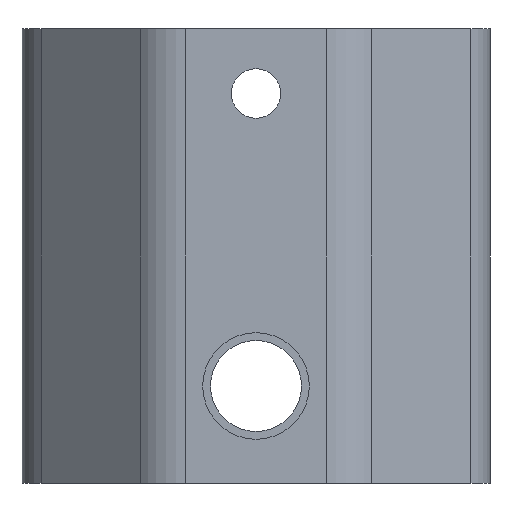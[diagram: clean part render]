
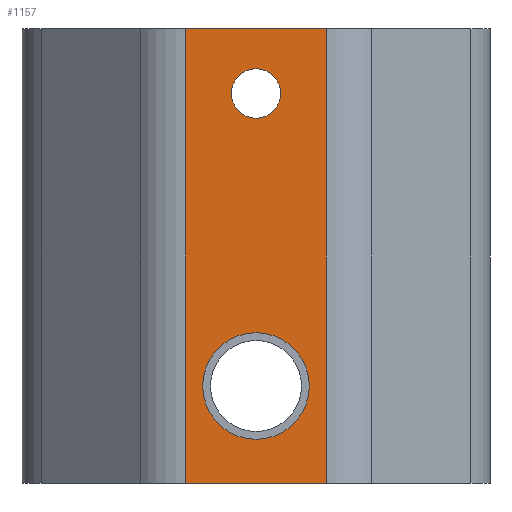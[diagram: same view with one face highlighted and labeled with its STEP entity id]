
A CAD part, left-side view. The second image highlights one B-rep face of the part: STEP entity #1157.
In plain terms, the highlighted planar face has unit normal (-1, 0, 0).
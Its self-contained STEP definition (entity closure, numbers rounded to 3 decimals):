
#16 = CARTESIAN_POINT ( 'NONE',  ( -18., 0., 0. ) ) ;
#27 = VERTEX_POINT ( 'NONE', #295 ) ;
#63 = LINE ( 'NONE', #1578, #1475 ) ;
#76 = EDGE_CURVE ( 'NONE', #421, #779, #955, .T. ) ;
#116 = LINE ( 'NONE', #824, #1612 ) ;
#147 = LINE ( 'NONE', #1426, #1277 ) ;
#154 = CARTESIAN_POINT ( 'NONE',  ( -18., 0., 24.4 ) ) ;
#209 = DIRECTION ( 'NONE',  ( 0., 0., 1. ) ) ;
#219 = ORIENTED_EDGE ( 'NONE', *, *, #76, .T. ) ;
#221 = FACE_BOUND ( 'NONE', #1058, .T. ) ;
#235 = CARTESIAN_POINT ( 'NONE',  ( -18., 0., 22.5 ) ) ;
#295 = CARTESIAN_POINT ( 'NONE',  ( -18., 0., 20.6 ) ) ;
#338 = DIRECTION ( 'NONE',  ( 0., 0., -1. ) ) ;
#339 = VERTEX_POINT ( 'NONE', #1751 ) ;
#343 = EDGE_CURVE ( 'NONE', #1400, #1613, #1347, .T. ) ;
#348 = AXIS2_PLACEMENT_3D ( 'NONE', #235, #771, #529 ) ;
#378 = FACE_BOUND ( 'NONE', #1513, .T. ) ;
#410 = DIRECTION ( 'NONE',  ( 1., 0., 0. ) ) ;
#421 = VERTEX_POINT ( 'NONE', #1149 ) ;
#427 = ORIENTED_EDGE ( 'NONE', *, *, #343, .T. ) ;
#442 = VERTEX_POINT ( 'NONE', #1717 ) ;
#499 = CIRCLE ( 'NONE', #731, 4.1 ) ;
#529 = DIRECTION ( 'NONE',  ( 0., 0., 1. ) ) ;
#546 = DIRECTION ( 'NONE',  ( 0., 0., -1. ) ) ;
#563 = ORIENTED_EDGE ( 'NONE', *, *, #922, .T. ) ;
#570 = CARTESIAN_POINT ( 'NONE',  ( -18., 0., 0. ) ) ;
#608 = DIRECTION ( 'NONE',  ( 0., -1., 0. ) ) ;
#619 = CARTESIAN_POINT ( 'NONE',  ( -18., 0., -4.1 ) ) ;
#634 = CARTESIAN_POINT ( 'NONE',  ( -18., 7.456, 7.5 ) ) ;
#647 = CARTESIAN_POINT ( 'NONE',  ( -18., -5.385, -7.5 ) ) ;
#708 = ORIENTED_EDGE ( 'NONE', *, *, #730, .T. ) ;
#730 = EDGE_CURVE ( 'NONE', #442, #1400, #63, .T. ) ;
#731 = AXIS2_PLACEMENT_3D ( 'NONE', #16, #410, #546 ) ;
#771 = DIRECTION ( 'NONE',  ( -1., 0., 0. ) ) ;
#779 = VERTEX_POINT ( 'NONE', #619 ) ;
#824 = CARTESIAN_POINT ( 'NONE',  ( -18., 5.385, 27.5 ) ) ;
#871 = ORIENTED_EDGE ( 'NONE', *, *, #1285, .F. ) ;
#914 = FACE_OUTER_BOUND ( 'NONE', #1463, .T. ) ;
#922 = EDGE_CURVE ( 'NONE', #1613, #339, #147, .T. ) ;
#936 = EDGE_CURVE ( 'NONE', #27, #1759, #954, .T. ) ;
#954 = CIRCLE ( 'NONE', #1094, 1.9 ) ;
#955 = CIRCLE ( 'NONE', #1305, 4.1 ) ;
#976 = CARTESIAN_POINT ( 'NONE',  ( -18., 0., 22.5 ) ) ;
#1025 = ORIENTED_EDGE ( 'NONE', *, *, #936, .F. ) ;
#1058 = EDGE_LOOP ( 'NONE', ( #1221, #219 ) ) ;
#1094 = AXIS2_PLACEMENT_3D ( 'NONE', #976, #1110, #1172 ) ;
#1110 = DIRECTION ( 'NONE',  ( -1., 0., 0. ) ) ;
#1112 = ORIENTED_EDGE ( 'NONE', *, *, #1118, .F. ) ;
#1118 = EDGE_CURVE ( 'NONE', #1759, #27, #1250, .T. ) ;
#1119 = DIRECTION ( 'NONE',  ( 0., 0., -1. ) ) ;
#1149 = CARTESIAN_POINT ( 'NONE',  ( -18., 0., 4.1 ) ) ;
#1157 = ADVANCED_FACE ( 'NONE', ( #378, #221, #914 ), #1485, .F. ) ;
#1172 = DIRECTION ( 'NONE',  ( 0., 0., 1. ) ) ;
#1181 = VECTOR ( 'NONE', #608, 1000. ) ;
#1221 = ORIENTED_EDGE ( 'NONE', *, *, #1340, .T. ) ;
#1223 = DIRECTION ( 'NONE',  ( 0., -1., 0. ) ) ;
#1250 = CIRCLE ( 'NONE', #348, 1.9 ) ;
#1256 = CARTESIAN_POINT ( 'NONE',  ( -18., 5.385, -7.5 ) ) ;
#1277 = VECTOR ( 'NONE', #209, 1000. ) ;
#1285 = EDGE_CURVE ( 'NONE', #442, #339, #116, .T. ) ;
#1288 = DIRECTION ( 'NONE',  ( 1., 0., 0. ) ) ;
#1305 = AXIS2_PLACEMENT_3D ( 'NONE', #570, #1288, #1119 ) ;
#1311 = CARTESIAN_POINT ( 'NONE',  ( -18., 7.456, -7.5 ) ) ;
#1329 = AXIS2_PLACEMENT_3D ( 'NONE', #634, #1337, #1725 ) ;
#1337 = DIRECTION ( 'NONE',  ( 1., 0., 0. ) ) ;
#1340 = EDGE_CURVE ( 'NONE', #779, #421, #499, .T. ) ;
#1347 = LINE ( 'NONE', #1311, #1181 ) ;
#1400 = VERTEX_POINT ( 'NONE', #1256 ) ;
#1426 = CARTESIAN_POINT ( 'NONE',  ( -18., -5.385, 7.5 ) ) ;
#1463 = EDGE_LOOP ( 'NONE', ( #427, #563, #871, #708 ) ) ;
#1475 = VECTOR ( 'NONE', #338, 1000. ) ;
#1485 = PLANE ( 'NONE',  #1329 ) ;
#1513 = EDGE_LOOP ( 'NONE', ( #1112, #1025 ) ) ;
#1578 = CARTESIAN_POINT ( 'NONE',  ( -18., 5.385, 7.5 ) ) ;
#1612 = VECTOR ( 'NONE', #1223, 1000. ) ;
#1613 = VERTEX_POINT ( 'NONE', #647 ) ;
#1717 = CARTESIAN_POINT ( 'NONE',  ( -18., 5.385, 27.5 ) ) ;
#1725 = DIRECTION ( 'NONE',  ( 0., 0., -1. ) ) ;
#1751 = CARTESIAN_POINT ( 'NONE',  ( -18., -5.385, 27.5 ) ) ;
#1759 = VERTEX_POINT ( 'NONE', #154 ) ;
